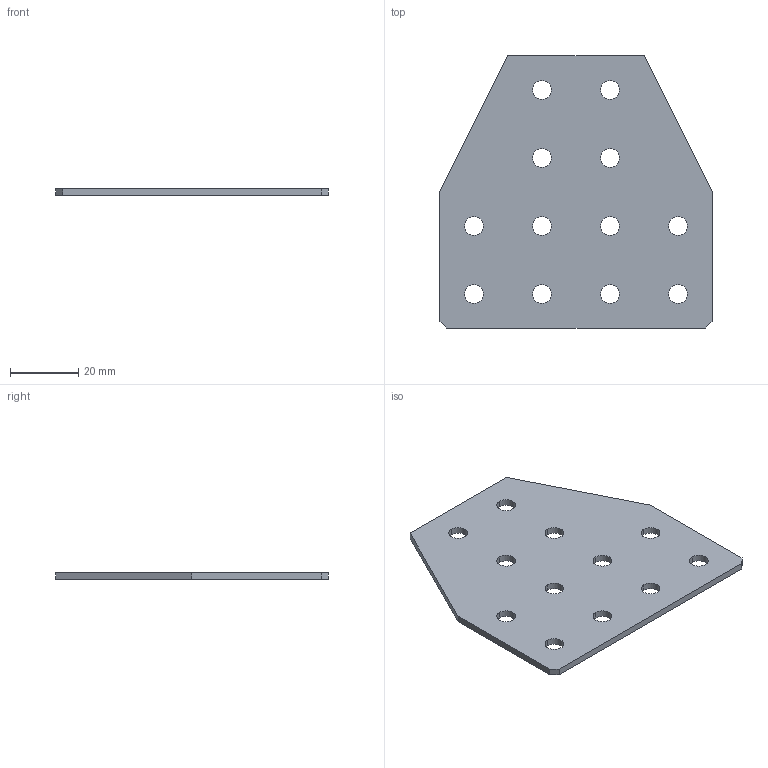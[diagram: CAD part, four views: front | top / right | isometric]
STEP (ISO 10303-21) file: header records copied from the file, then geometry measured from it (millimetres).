
FILE_DESCRIPTION (( 'STEP AP214' ), '1' );
FILE_NAME ('Ò-ïëàñòèíà 20 ñåðèÿ 4õ4 12îòâ 80õ80õ2 óñèë..STEP', '2022-02-25T10:27:52', ( 'user' ), ( '' ), 'SwSTEP 2.0', 'SolidWorks 2021', '' );
FILE_SCHEMA (( 'AUTOMOTIVE_DESIGN' ));
Length unit declared in the file: millimetre
Products named in the file (1): Ò-ïëàñòèíà 20 ñåðèÿ 4õ4 12îòâ 80õ80õ2 óñèë.
Bounding box: 80 x 80 x 2 mm (x, y, z)
Volume: 10621.8 mm3; surface area: 11610.7 mm2
Topology: 1 solids, 1 shells, 34 faces, 96 edges, 64 vertices
Faces by surface type: cylinder 24, plane 10
Entity records: 1210 total; most frequent: DIRECTION 214, CARTESIAN_POINT 195, ORIENTED_EDGE 192, EDGE_CURVE 96, AXIS2_PLACEMENT_3D 83, VERTEX_POINT 64, EDGE_LOOP 58, VECTOR 48
